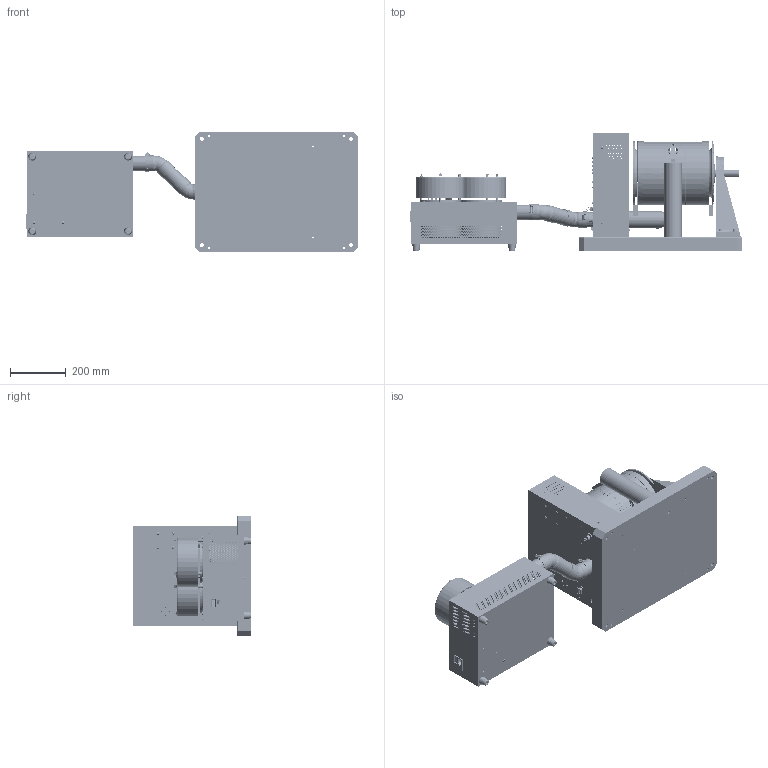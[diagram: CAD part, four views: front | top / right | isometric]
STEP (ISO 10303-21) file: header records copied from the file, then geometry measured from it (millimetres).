
FILE_DESCRIPTION (( 'STEP AP214' ), '1' );
FILE_NAME ('HD-815-0100_A_EF.STEP', '2014-05-21T20:46:10', ( 'magtrol' ), ( '' ), 'SwSTEP 2.0', 'SolidWorks 2014', '' );
FILE_SCHEMA (( 'AUTOMOTIVE_DESIGN' ));
Length unit declared in the file: inch
Products named in the file (1): HD-815-0100_A_EF
Bounding box: 1188.04 x 424.84 x 431.8 mm (x, y, z)
Surface area: 3479575 mm2 (no closed solid volume)
Topology: 0 solids, 331 shells, 5544 faces, 20114 edges, 14704 vertices
Faces by surface type: cylinder 4561, plane 651, torus 217, cone 81, sphere 21, bspline 13
Entity records: 312365 total; most frequent: CARTESIAN_POINT 54842, DIRECTION 40700, ORIENTED_EDGE 34293, EDGE_CURVE 20102, AXIS2_PLACEMENT_3D 16577, VERTEX_POINT 14704, CIRCLE 11045, EDGE_LOOP 10181
